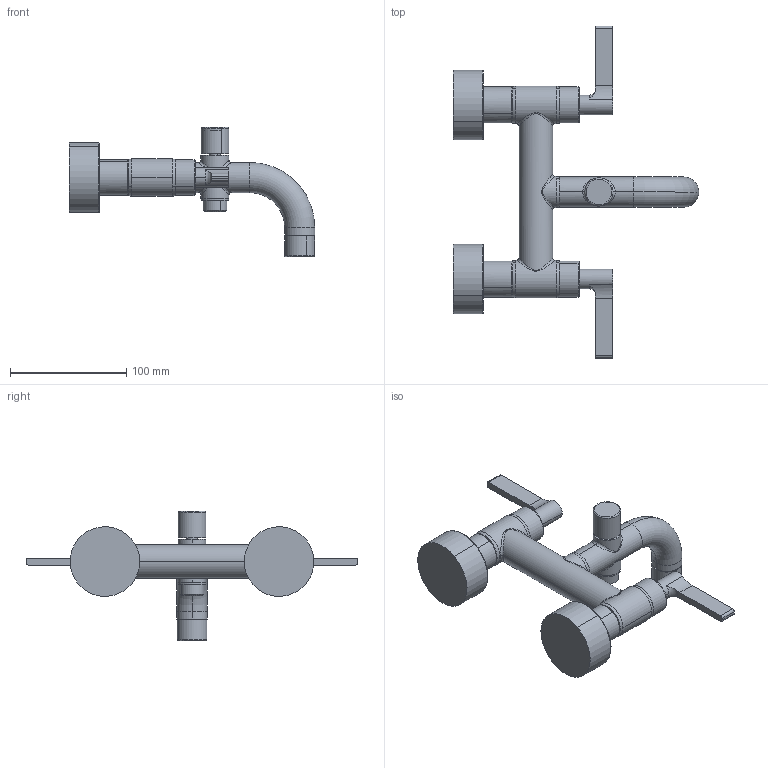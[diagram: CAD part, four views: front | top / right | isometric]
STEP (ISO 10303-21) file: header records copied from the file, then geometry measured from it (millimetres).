
FILE_DESCRIPTION(('CATIA V5 STEP Exchange','CAx-IF Rec.Pracs.--- Model Styling and Organization---1.5--- 2016-08-15','CAx-IF Rec.Pracs.---Supplemental Geometry---1.0---2011-11-01','CAx-IF Rec.Pracs.--- Composite Materials ---3.4---2017-06-13','CAx-IF Rec.Pracs.---Tessellated 3D Geometry---1.0---2015-12-17'),'2;1');
FILE_NAME('GL000130.stp','2022-09-19T07:41:07+00:00',('none'),('none'),'CATIA Version 5-6 Release 2020 SP2','CATIA V5 STEP AP242 v2','none');
FILE_SCHEMA(('AP242_MANAGED_MODEL_BASED_3D_ENGINEERING_MIM_LF {1 0 10303 442 1 1 4}'));
Length unit declared in the file: millimetre
Products named in the file (1): Product2_AllCATPart
Bounding box: 211.5 x 286 x 111.5 mm (x, y, z)
Volume: 451936.7 mm3; surface area: 97966.3 mm2
Topology: 3 solids, 15 shells, 1947 faces, 5794 edges, 3799 vertices
Faces by surface type: plane 840, cylinder 546, extrusion 268, cone 172, torus 101, bspline 20
Entity records: 70366 total; most frequent: CARTESIAN_POINT 24648, ORIENTED_EDGE 11576, DIRECTION 6084, EDGE_CURVE 5788, VERTEX_POINT 3799, VECTOR 2698, AXIS2_PLACEMENT_3D 2546, LINE 2430
